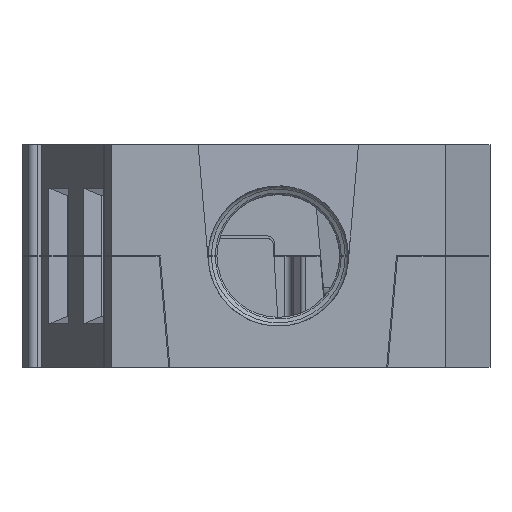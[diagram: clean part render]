
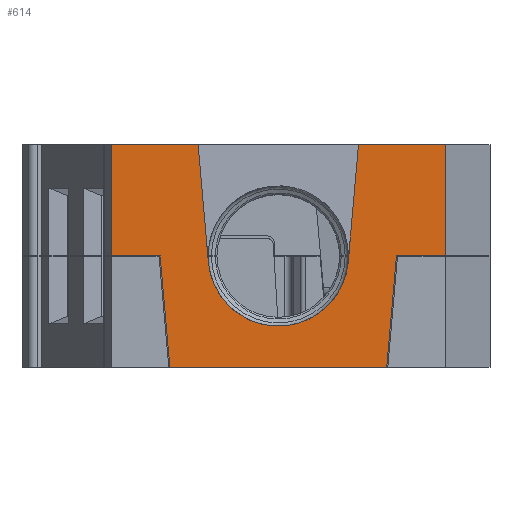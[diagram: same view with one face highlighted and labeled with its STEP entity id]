
A CAD part, front view. The second image highlights one B-rep face of the part: STEP entity #614.
In plain terms, the highlighted planar face has unit normal (0, -1, 0).
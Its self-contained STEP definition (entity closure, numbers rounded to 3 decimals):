
#614=ADVANCED_FACE('',(#1780),#1314,.T.);
#1314=PLANE('',#14468);
#1780=FACE_OUTER_BOUND('',#2517,.T.);
#2517=EDGE_LOOP('',(#4351,#4352,#4353,#4354,#4355,#4356,#4357,#4358,#4359,
#4360,#4361,#4362));
#3283=CIRCLE('',#14467,3.15);
#4351=ORIENTED_EDGE('',*,*,#9504,.F.);
#4352=ORIENTED_EDGE('',*,*,#9553,.F.);
#4353=ORIENTED_EDGE('',*,*,#9186,.T.);
#4354=ORIENTED_EDGE('',*,*,#9617,.F.);
#4355=ORIENTED_EDGE('',*,*,#9618,.F.);
#4356=ORIENTED_EDGE('',*,*,#9619,.F.);
#4357=ORIENTED_EDGE('',*,*,#9262,.T.);
#4358=ORIENTED_EDGE('',*,*,#9620,.T.);
#4359=ORIENTED_EDGE('',*,*,#9508,.F.);
#4360=ORIENTED_EDGE('',*,*,#9621,.F.);
#4361=ORIENTED_EDGE('',*,*,#9622,.F.);
#4362=ORIENTED_EDGE('',*,*,#9623,.F.);
#7836=VERTEX_POINT('',#19626);
#7837=VERTEX_POINT('',#19628);
#7912=VERTEX_POINT('',#19779);
#7913=VERTEX_POINT('',#19781);
#8099=VERTEX_POINT('',#20261);
#8100=VERTEX_POINT('',#20263);
#8103=VERTEX_POINT('',#20269);
#8104=VERTEX_POINT('',#20271);
#8170=VERTEX_POINT('',#20486);
#8171=VERTEX_POINT('',#20488);
#8172=VERTEX_POINT('',#20492);
#8173=VERTEX_POINT('',#20494);
#9186=EDGE_CURVE('',#7837,#7836,#11257,.T.);
#9262=EDGE_CURVE('',#7913,#7912,#11311,.T.);
#9504=EDGE_CURVE('',#8099,#8100,#11476,.T.);
#9508=EDGE_CURVE('',#8103,#8104,#11480,.T.);
#9553=EDGE_CURVE('',#7837,#8099,#11519,.T.);
#9617=EDGE_CURVE('',#8170,#7836,#11579,.T.);
#9618=EDGE_CURVE('',#8171,#8170,#11580,.T.);
#9619=EDGE_CURVE('',#7913,#8171,#11581,.T.);
#9620=EDGE_CURVE('',#7912,#8104,#11582,.T.);
#9621=EDGE_CURVE('',#8172,#8103,#11583,.T.);
#9622=EDGE_CURVE('',#8173,#8172,#3283,.T.);
#9623=EDGE_CURVE('',#8100,#8173,#11584,.T.);
#11257=LINE('',#19627,#12763);
#11311=LINE('',#19780,#12817);
#11476=LINE('',#20262,#12982);
#11480=LINE('',#20270,#12986);
#11519=LINE('',#20357,#13025);
#11579=LINE('',#20485,#13085);
#11580=LINE('',#20487,#13086);
#11581=LINE('',#20489,#13087);
#11582=LINE('',#20490,#13088);
#11583=LINE('',#20491,#13089);
#11584=LINE('',#20495,#13090);
#12763=VECTOR('',#15567,1.);
#12817=VECTOR('',#15667,1.);
#12982=VECTOR('',#16092,1.);
#12986=VECTOR('',#16096,1.);
#13025=VECTOR('',#16155,1.);
#13085=VECTOR('',#16295,1.);
#13086=VECTOR('',#16296,1.);
#13087=VECTOR('',#16297,1.);
#13088=VECTOR('',#16298,1.);
#13089=VECTOR('',#16299,1.);
#13090=VECTOR('',#16302,1.);
#14467=AXIS2_PLACEMENT_3D('',#20493,#16300,#16301);
#14468=AXIS2_PLACEMENT_3D('',#20496,#16303,#16304);
#15567=DIRECTION('',(1.,0.,0.));
#15667=DIRECTION('',(1.,0.,0.));
#16092=DIRECTION('',(1.,0.,0.));
#16096=DIRECTION('',(1.,0.,0.));
#16155=DIRECTION('',(0.,0.,1.));
#16295=DIRECTION('',(-0.087,0.,0.996));
#16296=DIRECTION('',(-1.,0.,0.));
#16297=DIRECTION('',(-0.087,0.,-0.996));
#16298=DIRECTION('',(0.,0.,1.));
#16299=DIRECTION('',(0.087,0.,0.996));
#16300=DIRECTION('',(0.,-1.,0.));
#16301=DIRECTION('',(-0.996,0.,-0.087));
#16302=DIRECTION('',(0.087,0.,-0.996));
#16303=DIRECTION('',(0.,-1.,0.));
#16304=DIRECTION('',(0.,0.,-1.));
#19626=CARTESIAN_POINT('',(-14.8,-34.,0.));
#19627=CARTESIAN_POINT('',(-17.,-34.,0.));
#19628=CARTESIAN_POINT('',(-17.,-34.,0.));
#19779=CARTESIAN_POINT('',(-2.,-34.,0.));
#19780=CARTESIAN_POINT('',(-4.2,-34.,0.));
#19781=CARTESIAN_POINT('',(-4.2,-34.,0.));
#20261=CARTESIAN_POINT('',(-17.,-34.,5.));
#20262=CARTESIAN_POINT('',(-17.,-34.,5.));
#20263=CARTESIAN_POINT('',(-13.099,-34.,5.));
#20269=CARTESIAN_POINT('',(-5.901,-34.,5.));
#20270=CARTESIAN_POINT('',(-5.901,-34.,5.));
#20271=CARTESIAN_POINT('',(-2.,-34.,5.));
#20357=CARTESIAN_POINT('',(-17.,-34.,0.));
#20485=CARTESIAN_POINT('',(-14.363,-34.,-5.));
#20486=CARTESIAN_POINT('',(-14.363,-34.,-5.));
#20487=CARTESIAN_POINT('',(-4.637,-34.,-5.));
#20488=CARTESIAN_POINT('',(-4.637,-34.,-5.));
#20489=CARTESIAN_POINT('',(-4.2,-34.,0.));
#20490=CARTESIAN_POINT('',(-2.,-34.,0.));
#20491=CARTESIAN_POINT('',(-6.362,-34.,-0.275));
#20492=CARTESIAN_POINT('',(-6.362,-34.,-0.275));
#20493=CARTESIAN_POINT('',(-9.5,-34.,0.));
#20494=CARTESIAN_POINT('',(-12.638,-34.,-0.275));
#20495=CARTESIAN_POINT('',(-13.099,-34.,5.));
#20496=CARTESIAN_POINT('',(-17.,-34.,0.));
